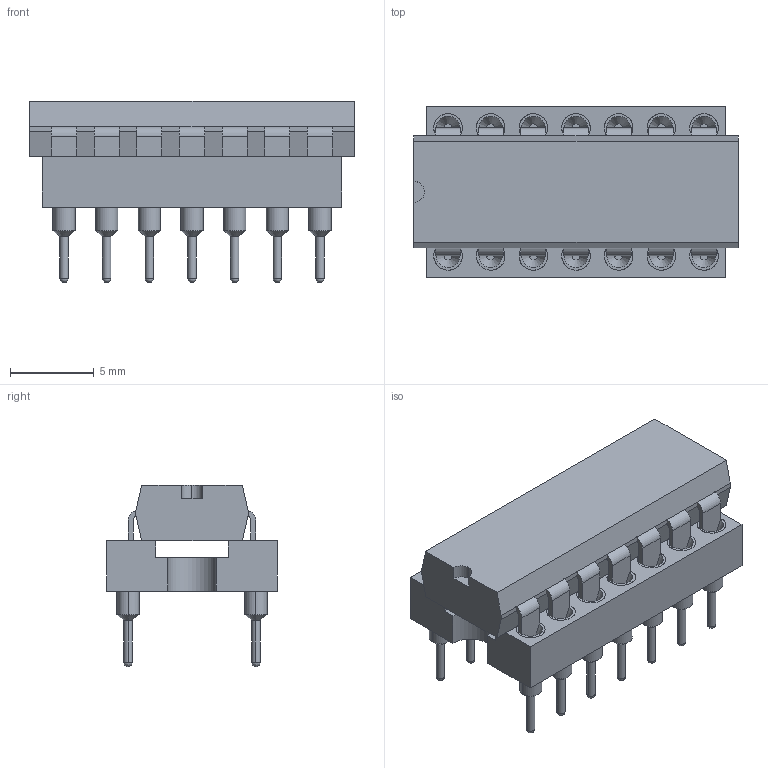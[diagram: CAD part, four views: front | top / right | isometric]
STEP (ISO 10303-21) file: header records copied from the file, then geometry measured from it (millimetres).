
FILE_DESCRIPTION (( 'STEP AP214' ), '1' );
FILE_NAME ('User Library-IC DIP14 in socket.STEP', '2016-11-24T18:07:54', ( 'Windows User' ), ( '' ), 'SwSTEP 2.0', 'SolidWorks 2016', '' );
FILE_SCHEMA (( 'AUTOMOTIVE_DESIGN' ));
Length unit declared in the file: millimetre
Products named in the file (8): User Library-IC DIP14 in socket_uk_X2_0142_X0_ad scalony DIP14; User Library-IC DIP14 in socket_ko_X2_0144_X0_c_S_swka lutownicza_MIR; User Library-IC DIP14 in socket_ko_X2_0144_X0_c_S_swka lutownicza; User Library-IC DIP14 in socket_korpus plastykowy; User Library-IC DIP14 in socket_podstawka 14 pin precyzyjna przewlekana kompletna; User Library-IC DIP14 in socket_ko_X2_0144_X0_c_S_swka lutownicza podstawki; User Library-IC DIP14 in socket_korpus plastykowy podstawki; User Library-IC DIP14 in socket
Assembly tree (32 placements, depth 3):
  User Library-IC DIP14 in socket
    User Library-IC DIP14 in socket_podstawka 14 pin precyzyjna przewlekana kompletna
      User Library-IC DIP14 in socket_korpus plastykowy podstawki
      User Library-IC DIP14 in socket_ko_X2_0144_X0_c_S_swka lutownicza podstawki  x14
    User Library-IC DIP14 in socket_uk_X2_0142_X0_ad scalony DIP14
      User Library-IC DIP14 in socket_korpus plastykowy
      User Library-IC DIP14 in socket_ko_X2_0144_X0_c_S_swka lutownicza  x7
      User Library-IC DIP14 in socket_ko_X2_0144_X0_c_S_swka lutownicza_MIR  x7
Bounding box: 19.3 x 10.14 x 10.8 mm (x, y, z)
Volume: 825 mm3; surface area: 1880.7 mm2
Topology: 30 solids, 30 shells, 532 faces, 1293 edges, 806 vertices
Faces by surface type: plane 235, cylinder 171, cone 84, bspline 42
Entity records: 6969 total; most frequent: CARTESIAN_POINT 1736, ORIENTED_EDGE 722, DIRECTION 709, EDGE_CURVE 361, AXIS2_PLACEMENT_3D 263, VERTEX_POINT 238, LINE 183, VECTOR 183
